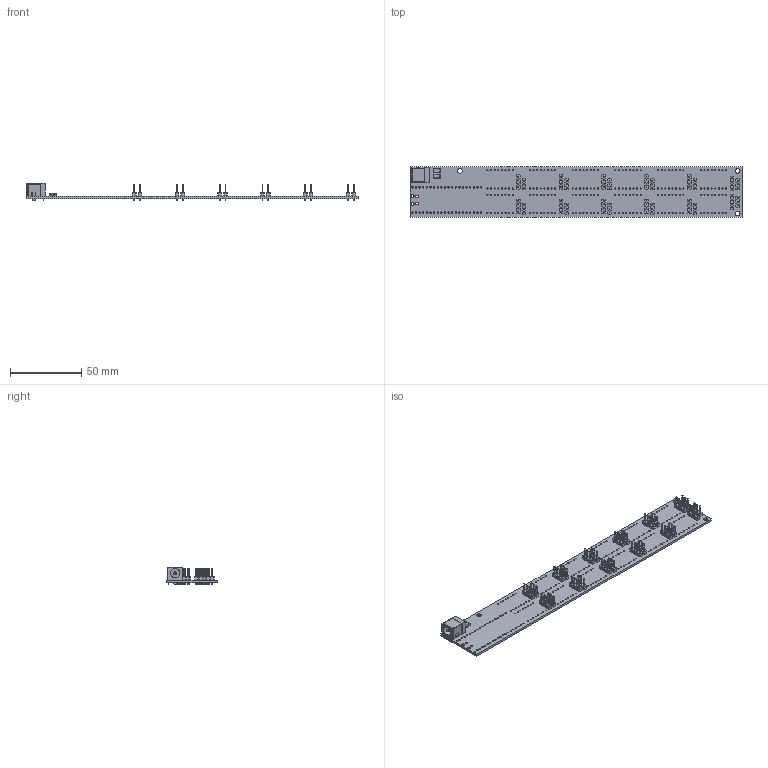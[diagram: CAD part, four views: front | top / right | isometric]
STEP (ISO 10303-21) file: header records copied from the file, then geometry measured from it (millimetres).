
FILE_DESCRIPTION(('KiCad electronic assembly'),'2;1');
FILE_NAME('controller board.step','2024-09-16T10:32:10',('Pcbnew'),( 'Kicad'),'Open CASCADE STEP processor 7.7','KiCad to STEP converter' ,'Unknown');
FILE_SCHEMA(('AUTOMOTIVE_DESIGN { 1 0 10303 214 1 1 1 1 }'));
Length unit declared in the file: millimetre
Products named in the file (10): controller board 1; PinHeader_1x04_P2.54mm_Vertical; PinHeader_1x04_P254mm_Vertical; PinHeader_1x03_P2.54mm_Vertical; PinHeader_1x03_P254mm_Vertical; D_SMA; BarrelJack_CUI_PJ-063AH_Horizontal; controller board_PCB
Assembly tree (32 placements, depth 3):
  controller board 1
    PinHeader_1x04_P2.54mm_Vertical  x12
      PinHeader_1x04_P254mm_Vertical
    PinHeader_1x03_P2.54mm_Vertical  x12
      PinHeader_1x03_P254mm_Vertical
    D_SMA  x2
      D_SMA
    BarrelJack_CUI_PJ-063AH_Horizontal
      BarrelJack_CUI_PJ-063AH_Horizontal
    controller board_PCB
Bounding box: 233 x 35.6 x 12 mm (x, y, z)
Volume: 15450.6 mm3; surface area: 24448 mm2
Topology: 29 solids, 29 shells, 2636 faces, 6491 edges, 4087 vertices
Faces by surface type: plane 2272, cylinder 343, bspline 20, sphere 1
Full cylindrical faces by diameter (mm): 0.8 x192, 1 x124, 1.5 x1, 1.6 x1, 1.85 x2, 2 x1, 2.2 x2, 3.2 x3, 6.5 x1
Entity records: 24696 total; most frequent: DIRECTION 3807, CARTESIAN_POINT 3701, ORIENTED_EDGE 3572, EDGE_CURVE 1786, AXIS2_PLACEMENT_3D 1361, FACE_BOUND 1335, EDGE_LOOP 1335, VERTEX_POINT 1159
